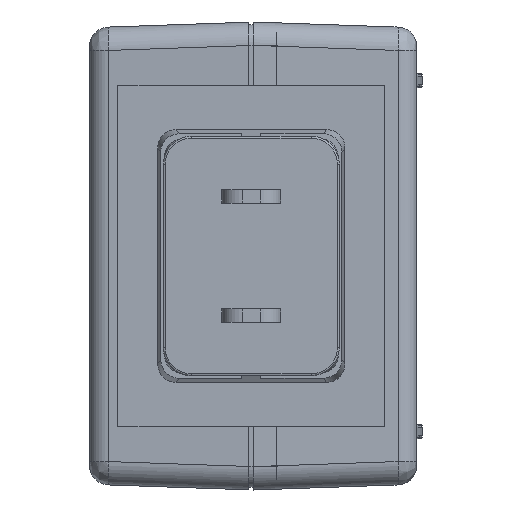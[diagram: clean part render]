
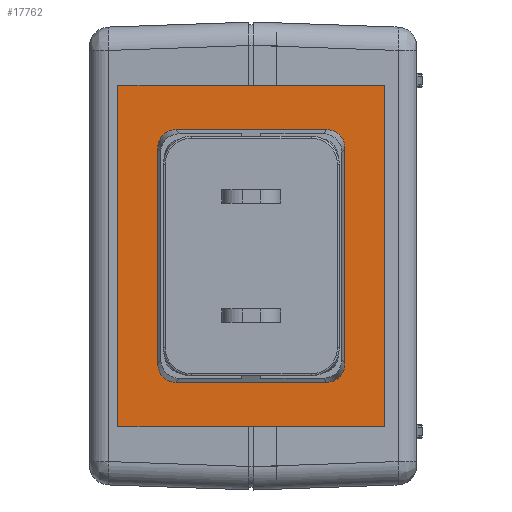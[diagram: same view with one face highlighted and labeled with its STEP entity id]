
A CAD part, left-side view. The second image highlights one B-rep face of the part: STEP entity #17762.
In plain terms, the highlighted face is planar.
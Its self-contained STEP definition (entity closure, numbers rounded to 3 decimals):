
#15158=DIRECTION('',(0.,0.,-1.));
#15159=VECTOR('',#15158,28.5);
#15160=CARTESIAN_POINT('',(-18.25,10.5,14.25));
#15161=LINE('',#15160,#15159);
#15162=DIRECTION('',(1.,0.,0.));
#15163=VECTOR('',#15162,36.5);
#15164=CARTESIAN_POINT('',(-18.25,10.5,-14.25));
#15165=LINE('',#15164,#15163);
#15166=DIRECTION('',(0.,0.,1.));
#15167=VECTOR('',#15166,28.5);
#15168=CARTESIAN_POINT('',(18.25,10.5,-14.25));
#15169=LINE('',#15168,#15167);
#15170=DIRECTION('',(-1.,0.,0.));
#15171=VECTOR('',#15170,36.5);
#15172=CARTESIAN_POINT('',(18.25,10.5,14.25));
#15173=LINE('',#15172,#15171);
#15174=DIRECTION('',(0.,0.,1.));
#15175=VECTOR('',#15174,16.091);
#15176=CARTESIAN_POINT('',(-13.5,10.5,-8.046));
#15177=LINE('',#15176,#15175);
#15178=DIRECTION('',(-1.,0.,0.));
#15179=VECTOR('',#15178,23.048);
#15180=CARTESIAN_POINT('',(11.524,10.5,-10.));
#15181=LINE('',#15180,#15179);
#15740=DIRECTION('',(0.,0.,1.));
#15741=VECTOR('',#15740,16.091);
#15742=CARTESIAN_POINT('',(13.5,10.5,-8.046));
#15743=LINE('',#15742,#15741);
#16136=CARTESIAN_POINT('',(-13.5,10.5,-8.046));
#16137=CARTESIAN_POINT('',(-13.5,10.5,-8.373));
#16138=CARTESIAN_POINT('',(-13.359,10.5,-8.887));
#16139=CARTESIAN_POINT('',(-12.953,10.5,-9.463));
#16140=CARTESIAN_POINT('',(-12.37,10.5,-9.863));
#16141=CARTESIAN_POINT('',(-11.852,10.5,-10.));
#16142=CARTESIAN_POINT('',(-11.524,10.5,-10.));
#16160=CARTESIAN_POINT('',(11.524,10.5,-10.));
#16161=CARTESIAN_POINT('',(11.852,10.5,-10.));
#16162=CARTESIAN_POINT('',(12.37,10.5,-9.863));
#16163=CARTESIAN_POINT('',(12.953,10.5,-9.463));
#16164=CARTESIAN_POINT('',(13.359,10.5,-8.887));
#16165=CARTESIAN_POINT('',(13.5,10.5,-8.373));
#16166=CARTESIAN_POINT('',(13.5,10.5,-8.046));
#16176=CARTESIAN_POINT('',(13.5,10.5,8.046));
#16177=CARTESIAN_POINT('',(13.5,10.5,8.373));
#16178=CARTESIAN_POINT('',(13.359,10.5,8.887));
#16179=CARTESIAN_POINT('',(12.953,10.5,9.463));
#16180=CARTESIAN_POINT('',(12.37,10.5,9.863));
#16181=CARTESIAN_POINT('',(11.852,10.5,10.));
#16182=CARTESIAN_POINT('',(11.524,10.5,10.));
#16904=DIRECTION('',(-1.,0.,0.));
#16905=VECTOR('',#16904,23.048);
#16906=CARTESIAN_POINT('',(11.524,10.5,10.));
#16907=LINE('',#16906,#16905);
#16920=CARTESIAN_POINT('',(-11.524,10.5,10.));
#16921=CARTESIAN_POINT('',(-11.852,10.5,10.));
#16922=CARTESIAN_POINT('',(-12.37,10.5,9.863));
#16923=CARTESIAN_POINT('',(-12.953,10.5,9.463));
#16924=CARTESIAN_POINT('',(-13.359,10.5,8.887));
#16925=CARTESIAN_POINT('',(-13.5,10.5,8.373));
#16926=CARTESIAN_POINT('',(-13.5,10.5,8.046));
#17138=CARTESIAN_POINT('',(-18.25,10.5,-14.25));
#17139=VERTEX_POINT('',#17138);
#17140=CARTESIAN_POINT('',(-18.25,10.5,14.25));
#17141=VERTEX_POINT('',#17140);
#17142=CARTESIAN_POINT('',(18.25,10.5,-14.25));
#17143=VERTEX_POINT('',#17142);
#17144=CARTESIAN_POINT('',(18.25,10.5,14.25));
#17145=VERTEX_POINT('',#17144);
#17146=CARTESIAN_POINT('',(-13.5,10.5,-8.046));
#17147=CARTESIAN_POINT('',(-13.5,10.5,8.046));
#17148=VERTEX_POINT('',#17146);
#17149=VERTEX_POINT('',#17147);
#17150=VERTEX_POINT('',#16920);
#17151=CARTESIAN_POINT('',(11.524,10.5,10.));
#17152=VERTEX_POINT('',#17151);
#17153=VERTEX_POINT('',#16176);
#17154=CARTESIAN_POINT('',(13.5,10.5,-8.046));
#17155=VERTEX_POINT('',#17154);
#17156=VERTEX_POINT('',#16160);
#17157=CARTESIAN_POINT('',(-11.524,10.5,-10.));
#17158=VERTEX_POINT('',#17157);
#17733=CARTESIAN_POINT('',(0.,10.5,0.));
#17734=DIRECTION('',(0.,1.,0.));
#17735=DIRECTION('',(1.,0.,0.));
#17736=AXIS2_PLACEMENT_3D('',#17733,#17734,#17735);
#17737=PLANE('',#17736);
#17738=ORIENTED_EDGE('',*,*,#17685,.T.);
#17739=ORIENTED_EDGE('',*,*,#17700,.T.);
#17740=ORIENTED_EDGE('',*,*,#17714,.T.);
#17741=ORIENTED_EDGE('',*,*,#17727,.T.);
#17742=EDGE_LOOP('',(#17738,#17739,#17740,#17741));
#17743=FACE_OUTER_BOUND('',#17742,.F.);
#17745=ORIENTED_EDGE('',*,*,#17744,.T.);
#17747=ORIENTED_EDGE('',*,*,#17746,.F.);
#17749=ORIENTED_EDGE('',*,*,#17748,.F.);
#17751=ORIENTED_EDGE('',*,*,#17750,.F.);
#17753=ORIENTED_EDGE('',*,*,#17752,.F.);
#17755=ORIENTED_EDGE('',*,*,#17754,.F.);
#17757=ORIENTED_EDGE('',*,*,#17756,.T.);
#17759=ORIENTED_EDGE('',*,*,#17758,.F.);
#17760=EDGE_LOOP('',(#17745,#17747,#17749,#17751,#17753,#17755,#17757,#17759));
#17761=FACE_BOUND('',#17760,.F.);
#17762=ADVANCED_FACE('',(#17743,#17761),#17737,.T.);
#16143=B_SPLINE_CURVE_WITH_KNOTS('',3,(#16136,#16137,#16138,#16139,#16140,
#16141,#16142),.UNSPECIFIED.,.F.,.F.,(4,1,1,1,4),(0.,0.25,0.5,0.75,
1.),.UNSPECIFIED.);
#16167=B_SPLINE_CURVE_WITH_KNOTS('',3,(#16160,#16161,#16162,#16163,#16164,
#16165,#16166),.UNSPECIFIED.,.F.,.F.,(4,1,1,1,4),(0.,0.25,0.5,0.75,
1.),.UNSPECIFIED.);
#16183=B_SPLINE_CURVE_WITH_KNOTS('',3,(#16176,#16177,#16178,#16179,#16180,
#16181,#16182),.UNSPECIFIED.,.F.,.F.,(4,1,1,1,4),(0.,0.25,0.5,0.75,
1.),.UNSPECIFIED.);
#16927=B_SPLINE_CURVE_WITH_KNOTS('',3,(#16920,#16921,#16922,#16923,#16924,
#16925,#16926),.UNSPECIFIED.,.F.,.F.,(4,1,1,1,4),(0.,0.25,0.5,0.75,
1.),.UNSPECIFIED.);
#17685=EDGE_CURVE('',#17141,#17139,#15161,.T.);
#17700=EDGE_CURVE('',#17139,#17143,#15165,.T.);
#17714=EDGE_CURVE('',#17143,#17145,#15169,.T.);
#17727=EDGE_CURVE('',#17145,#17141,#15173,.T.);
#17744=EDGE_CURVE('',#17148,#17149,#15177,.T.);
#17746=EDGE_CURVE('',#17150,#17149,#16927,.T.);
#17748=EDGE_CURVE('',#17152,#17150,#16907,.T.);
#17750=EDGE_CURVE('',#17153,#17152,#16183,.T.);
#17752=EDGE_CURVE('',#17155,#17153,#15743,.T.);
#17754=EDGE_CURVE('',#17156,#17155,#16167,.T.);
#17756=EDGE_CURVE('',#17156,#17158,#15181,.T.);
#17758=EDGE_CURVE('',#17148,#17158,#16143,.T.);
